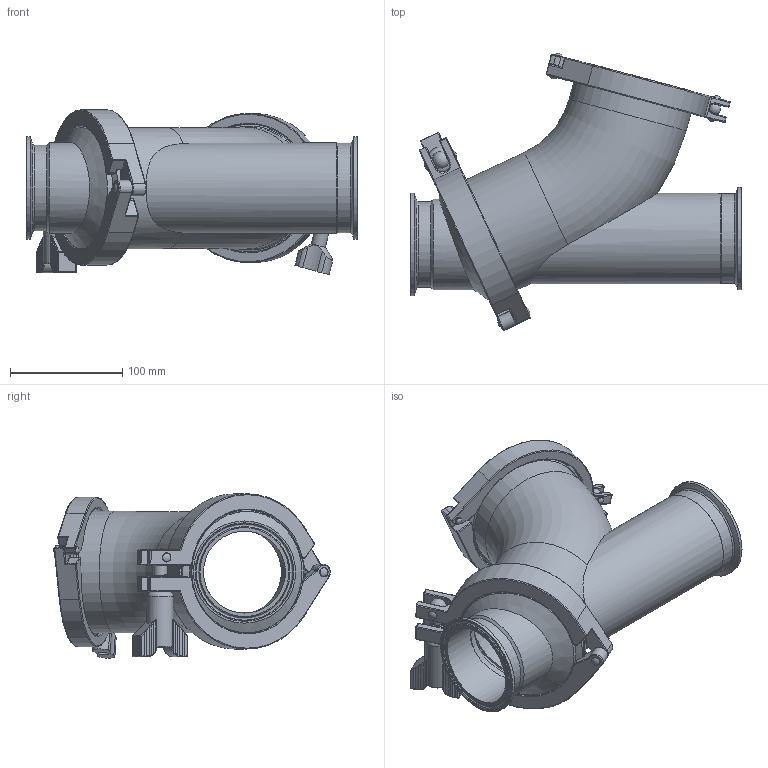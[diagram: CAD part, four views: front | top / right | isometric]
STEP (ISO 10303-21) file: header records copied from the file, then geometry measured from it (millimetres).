
FILE_DESCRIPTION(/* description */ (''),/* implementation_level */ '2;1');
FILE_NAME(/* name */ '45BYMP-3.stp',/* time_stamp */ '2024-03-06T14:48:50-05:00',/* author */ ('mwardour'),/* organization */ (''),/* preprocessor_version */ 'ST-DEVELOPER v20',/* originating_system */ 'Autodesk Inventor 2024',/* authorisation */ '');
FILE_SCHEMA (('AUTOMOTIVE_DESIGN { 1 0 10303 214 3 1 1 }'));
Length unit declared in the file: millimetre
Products named in the file (10): 45BYMP-3; 45BYMP-3_1; 40MP-4; 16AMP-4; P13MHHM-40; P13MHHM-40 BOTTOM HALF; P13MHHM-40 TOP HALF; P13MHHM RIVET; 13MHHM-EYEBOLT; P13MHHM WINGNUT
Assembly tree (10 placements, depth 3):
  45BYMP-3
    45BYMP-3_1
    40MP-4
    16AMP-4
    P13MHHM-40
      P13MHHM-40 BOTTOM HALF
      P13MHHM-40 TOP HALF
      P13MHHM RIVET  x2
      13MHHM-EYEBOLT
      P13MHHM WINGNUT
Bounding box: 293.62 x 246.29 x 146.18 mm (x, y, z)
Volume: 628191.3 mm3; surface area: 360515.2 mm2
Topology: 10 solids, 18 shells, 603 faces, 1445 edges, 845 vertices
Faces by surface type: cylinder 272, plane 100, torus 94, sphere 62, bspline 47, cone 28
Full cylindrical faces by diameter (mm): 4.826 x2, 4.877 x4, 5.159 x1, 7.112 x1, 7.938 x1, 8.213 x4, 9.398 x1, 10.039 x23, 12.168 x24, 12.954 x1, 14.45 x1, 23.576 x1, 72.89 x1, 76.2 x1, 76.27 x1, 79.5 x1, 80.3 x2, 87 x1, 90.9 x1, 90.91 x1, 97.384 x1, 97.6 x2, 100.4 x1, 107.4 x2, 107.95 x2, 108 x3, 112.725 x2, 118.9 x3, 118.923 x2
Entity records: 25543 total; most frequent: CARTESIAN_POINT 11318, DIRECTION 2933, ORIENTED_EDGE 2778, EDGE_CURVE 1407, AXIS2_PLACEMENT_3D 1227, VERTEX_POINT 841, CIRCLE 640, EDGE_LOOP 636
